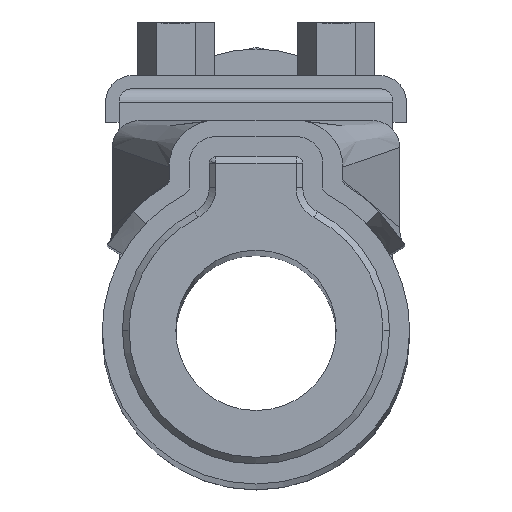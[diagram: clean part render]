
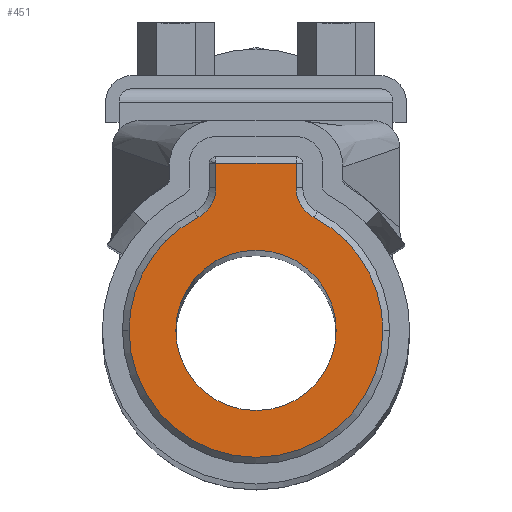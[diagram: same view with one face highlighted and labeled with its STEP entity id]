
A CAD part, top view. The second image highlights one B-rep face of the part: STEP entity #451.
In plain terms, the highlighted planar face has unit normal (0, 0, 1).
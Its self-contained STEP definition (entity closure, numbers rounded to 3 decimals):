
#10 = ORIENTED_EDGE ( 'NONE', *, *, #5473, .F. ) ;
#49 = ORIENTED_EDGE ( 'NONE', *, *, #74, .T. ) ;
#74 = EDGE_CURVE ( 'NONE', #796, #91, #1674, .T. ) ;
#91 = VERTEX_POINT ( 'NONE', #1739 ) ;
#122 = ORIENTED_EDGE ( 'NONE', *, *, #150, .T. ) ;
#150 = EDGE_CURVE ( 'NONE', #91, #173, #2246, .T. ) ;
#173 = VERTEX_POINT ( 'NONE', #2449 ) ;
#212 = EDGE_CURVE ( 'NONE', #1094, #1983, #2825, .T. ) ;
#214 = ORIENTED_EDGE ( 'NONE', *, *, #240, .T. ) ;
#240 = EDGE_CURVE ( 'NONE', #173, #696, #3111, .T. ) ;
#451 = ADVANCED_FACE ( 'NONE', ( #4931, #4932 ), #4949, .T. ) ;
#523 = ORIENTED_EDGE ( 'NONE', *, *, #1335, .F. ) ;
#566 = ORIENTED_EDGE ( 'NONE', *, *, #597, .F. ) ;
#597 = EDGE_CURVE ( 'NONE', #1731, #1549, #2046, .T. ) ;
#623 = EDGE_LOOP ( 'NONE', ( #649, #752, #4876, #5453, #10, #49, #122, #214 ) ) ;
#649 = ORIENTED_EDGE ( 'NONE', *, *, #677, .T. ) ;
#677 = EDGE_CURVE ( 'NONE', #696, #714, #2886, .T. ) ;
#693 = EDGE_LOOP ( 'NONE', ( #523, #566 ) ) ;
#696 = VERTEX_POINT ( 'NONE', #3069 ) ;
#714 = VERTEX_POINT ( 'NONE', #3267 ) ;
#752 = ORIENTED_EDGE ( 'NONE', *, *, #781, .T. ) ;
#781 = EDGE_CURVE ( 'NONE', #714, #801, #3976, .T. ) ;
#796 = VERTEX_POINT ( 'NONE', #4123 ) ;
#801 = VERTEX_POINT ( 'NONE', #4173 ) ;
#1094 = VERTEX_POINT ( 'NONE', #3333 ) ;
#1335 = EDGE_CURVE ( 'NONE', #1549, #1731, #4763, .T. ) ;
#1549 = VERTEX_POINT ( 'NONE', #4912 ) ;
#1674 = CIRCLE ( 'NONE', #1679, 2.5 ) ;
#1679 = AXIS2_PLACEMENT_3D ( 'NONE', #1680, #1681, #1682 ) ;
#1680 = CARTESIAN_POINT ( 'NONE',  ( 5.5, 10.665, 0. ) ) ;
#1681 = DIRECTION ( 'NONE',  ( 0., 0., -1. ) ) ;
#1682 = DIRECTION ( 'NONE',  ( -1., 0., 0. ) ) ;
#1731 = VERTEX_POINT ( 'NONE', #4980 ) ;
#1739 = CARTESIAN_POINT ( 'NONE',  ( 3., 10.665, 0. ) ) ;
#1983 = VERTEX_POINT ( 'NONE', #5072 ) ;
#2046 = CIRCLE ( 'NONE', #2047, 6. ) ;
#2047 = AXIS2_PLACEMENT_3D ( 'NONE', #2048, #2049, #2050 ) ;
#2048 = CARTESIAN_POINT ( 'NONE',  ( 0., 0., 0. ) ) ;
#2049 = DIRECTION ( 'NONE',  ( 0., 0., 1. ) ) ;
#2050 = DIRECTION ( 'NONE',  ( 1., 0., 0. ) ) ;
#2246 = LINE ( 'NONE', #2248, #2249 ) ;
#2248 = CARTESIAN_POINT ( 'NONE',  ( 3., 10.665, 0. ) ) ;
#2249 = VECTOR ( 'NONE', #2250, 1000. ) ;
#2250 = DIRECTION ( 'NONE',  ( 0., 1., 0. ) ) ;
#2449 = CARTESIAN_POINT ( 'NONE',  ( 3., 12.5, 0. ) ) ;
#2825 = CIRCLE ( 'NONE', #2826, 9.5 ) ;
#2826 = AXIS2_PLACEMENT_3D ( 'NONE', #2827, #2828, #2829 ) ;
#2827 = CARTESIAN_POINT ( 'NONE',  ( 0., 0., 0. ) ) ;
#2828 = DIRECTION ( 'NONE',  ( 0., 0., -1. ) ) ;
#2829 = DIRECTION ( 'NONE',  ( -1., 0., 0. ) ) ;
#2886 = LINE ( 'NONE', #2887, #2888 ) ;
#2887 = CARTESIAN_POINT ( 'NONE',  ( -3., 12.5, 0. ) ) ;
#2888 = VECTOR ( 'NONE', #2889, 1000. ) ;
#2889 = DIRECTION ( 'NONE',  ( 0., -1., 0. ) ) ;
#3069 = CARTESIAN_POINT ( 'NONE',  ( -3., 12.5, 0. ) ) ;
#3111 = LINE ( 'NONE', #3112, #3113 ) ;
#3112 = CARTESIAN_POINT ( 'NONE',  ( 3., 12.5, 0. ) ) ;
#3113 = VECTOR ( 'NONE', #3114, 1000. ) ;
#3114 = DIRECTION ( 'NONE',  ( -1., 0., 0. ) ) ;
#3267 = CARTESIAN_POINT ( 'NONE',  ( -3., 10.665, 0. ) ) ;
#3333 = CARTESIAN_POINT ( 'NONE',  ( 9.5, 0., 0. ) ) ;
#3976 = CIRCLE ( 'NONE', #3977, 2.5 ) ;
#3977 = AXIS2_PLACEMENT_3D ( 'NONE', #3978, #3979, #3980 ) ;
#3978 = CARTESIAN_POINT ( 'NONE',  ( -5.5, 10.665, 0. ) ) ;
#3979 = DIRECTION ( 'NONE',  ( 0., 0., -1. ) ) ;
#3980 = DIRECTION ( 'NONE',  ( -1., 0., 0. ) ) ;
#4123 = CARTESIAN_POINT ( 'NONE',  ( 4.354, 8.443, 0. ) ) ;
#4173 = CARTESIAN_POINT ( 'NONE',  ( -4.354, 8.443, 0. ) ) ;
#4175 = CIRCLE ( 'NONE', #4178, 9.5 ) ;
#4178 = AXIS2_PLACEMENT_3D ( 'NONE', #4179, #4180, #4181 ) ;
#4179 = CARTESIAN_POINT ( 'NONE',  ( 0., 0., 0. ) ) ;
#4180 = DIRECTION ( 'NONE',  ( 0., 0., -1. ) ) ;
#4181 = DIRECTION ( 'NONE',  ( -1., 0., 0. ) ) ;
#4763 = CIRCLE ( 'NONE', #4764, 6. ) ;
#4764 = AXIS2_PLACEMENT_3D ( 'NONE', #4765, #4766, #4767 ) ;
#4765 = CARTESIAN_POINT ( 'NONE',  ( 0., 0., 0. ) ) ;
#4766 = DIRECTION ( 'NONE',  ( 0., 0., 1. ) ) ;
#4767 = DIRECTION ( 'NONE',  ( 1., 0., 0. ) ) ;
#4791 = CIRCLE ( 'NONE', #4792, 9.5 ) ;
#4792 = AXIS2_PLACEMENT_3D ( 'NONE', #4793, #4794, #4795 ) ;
#4793 = CARTESIAN_POINT ( 'NONE',  ( 0., 0., 0. ) ) ;
#4794 = DIRECTION ( 'NONE',  ( 0., 0., -1. ) ) ;
#4795 = DIRECTION ( 'NONE',  ( -1., 0., 0. ) ) ;
#4876 = ORIENTED_EDGE ( 'NONE', *, *, #5171, .F. ) ;
#4912 = CARTESIAN_POINT ( 'NONE',  ( -6., 0., 0. ) ) ;
#4931 = FACE_BOUND ( 'NONE', #693, .T. ) ;
#4932 = FACE_OUTER_BOUND ( 'NONE', #623, .T. ) ;
#4949 = PLANE ( 'NONE',  #4950 ) ;
#4950 = AXIS2_PLACEMENT_3D ( 'NONE', #4951, #4952, #4953 ) ;
#4951 = CARTESIAN_POINT ( 'NONE',  ( 3., 12.5, 0. ) ) ;
#4952 = DIRECTION ( 'NONE',  ( 0., 0., 1. ) ) ;
#4953 = DIRECTION ( 'NONE',  ( 1., 0., 0. ) ) ;
#4980 = CARTESIAN_POINT ( 'NONE',  ( 6., 0., 0. ) ) ;
#5072 = CARTESIAN_POINT ( 'NONE',  ( -9.5, 0., 0. ) ) ;
#5171 = EDGE_CURVE ( 'NONE', #1983, #801, #4175, .T. ) ;
#5453 = ORIENTED_EDGE ( 'NONE', *, *, #212, .F. ) ;
#5473 = EDGE_CURVE ( 'NONE', #796, #1094, #4791, .T. ) ;
